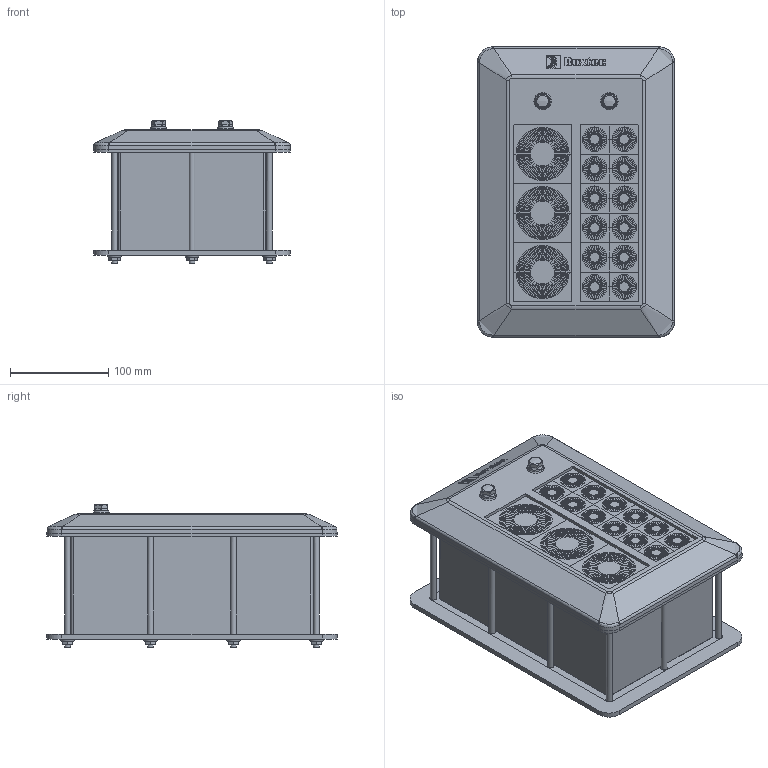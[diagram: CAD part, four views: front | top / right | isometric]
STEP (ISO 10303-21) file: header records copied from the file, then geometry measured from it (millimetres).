
FILE_DESCRIPTION(/* description */ ('https://test.transitdesigner.roxtec.com/app/projects/f41deb39-9b9d-41b2-9d55-78ee9b85f35a/transits/e1c15219-d3ee-4f93-b4b9-360c1cb40cac/packingplan','CAx-IF Rec.Pracs.---Representation and Presentation of Product Manufacturing Information (PMI)---4.0---2014-10-13'),/* implementation_level */ '2;1');
FILE_NAME(/* name */ 'LABSEALCLTX_15.stp',/* time_stamp */ '2025-06-12T10:57:42Z',/* author */ ('RTD / 2025-06-12 / LABSEALCLTX_15'),/* organization */ ('Roxtec International AB / www.roxtec.com'),/* preprocessor_version */ 'ST-DEVELOPER v19.2',/* originating_system */ 'Autodesk Inventor 2023',/* authorisation */ '3DCadService 0.4.1.0-c8bfb2c');
FILE_SCHEMA (('AP242_MANAGED_MODEL_BASED_3D_ENGINEERING_MIM_LF { 1 0 10303 442 1 1 4 }'));
Length unit declared in the file: centimetre
Products named in the file (1): LABSEALCLTX_15
Bounding box: 200 x 295 x 146.22 mm (x, y, z)
Volume: 1681001.8 mm3; surface area: 383218.7 mm2
Topology: 1 solids, 1 shells, 1413 faces, 3180 edges, 1828 vertices
Faces by surface type: plane 1088, cylinder 126, cone 104, bspline 69, torus 24, sphere 2
Full cylindrical faces by diameter (mm): 6 x20, 7 x10
Entity records: 42158 total; most frequent: CARTESIAN_POINT 9891, DIRECTION 6742, ORIENTED_EDGE 6360, EDGE_CURVE 3180, AXIS2_PLACEMENT_3D 2587, VERTEX_POINT 1828, LINE 1568, VECTOR 1568
